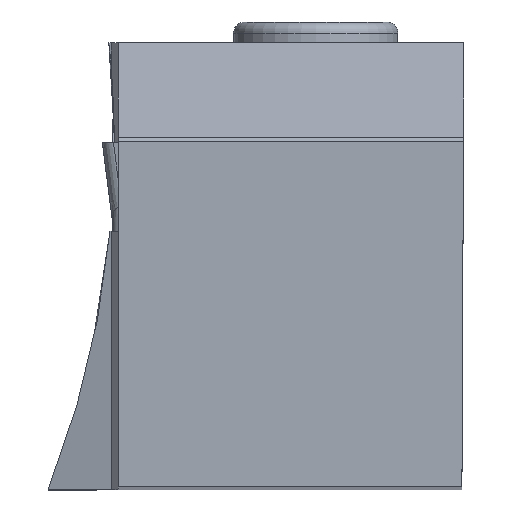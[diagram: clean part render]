
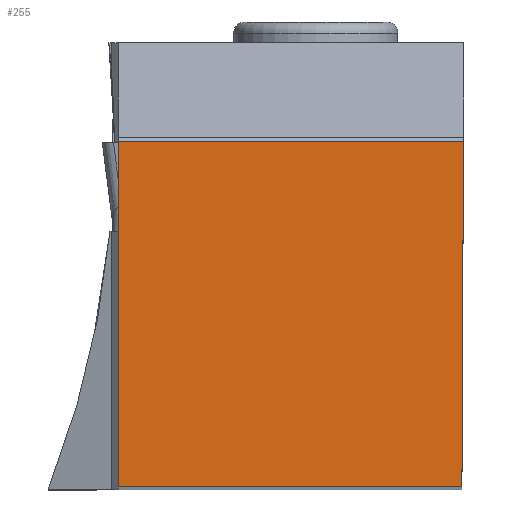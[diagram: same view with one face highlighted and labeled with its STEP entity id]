
A CAD part, top view. The second image highlights one B-rep face of the part: STEP entity #255.
In plain terms, the highlighted planar face has unit normal (0, 0, 1).
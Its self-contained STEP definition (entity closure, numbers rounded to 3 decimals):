
#255=ADVANCED_FACE('BLANK_BOXF006',(#419),#319,.F.);
#319=PLANE('',#2284);
#419=FACE_OUTER_BOUND('',#523,.T.);
#523=EDGE_LOOP('',(#1040,#1041,#1042,#1043));
#1040=ORIENTED_EDGE('',*,*,#1567,.F.);
#1041=ORIENTED_EDGE('',*,*,#1594,.F.);
#1042=ORIENTED_EDGE('',*,*,#1608,.F.);
#1043=ORIENTED_EDGE('',*,*,#1609,.F.);
#1300=VERTEX_POINT('',#4498);
#1301=VERTEX_POINT('',#4500);
#1318=VERTEX_POINT('',#4619);
#1327=VERTEX_POINT('',#4646);
#1567=EDGE_CURVE('',#1300,#1301,#1768,.T.);
#1594=EDGE_CURVE('',#1318,#1300,#1789,.T.);
#1608=EDGE_CURVE('',#1327,#1318,#1802,.T.);
#1609=EDGE_CURVE('',#1301,#1327,#1803,.T.);
#1768=LINE('',#4499,#1978);
#1789=LINE('',#4620,#1999);
#1802=LINE('',#4647,#2012);
#1803=LINE('',#4649,#2013);
#1978=VECTOR('',#2616,1.);
#1999=VECTOR('',#2649,1.);
#2012=VECTOR('',#2672,1.);
#2013=VECTOR('',#2675,1.);
#2284=AXIS2_PLACEMENT_3D('',#4650,#2676,#2677);
#2616=DIRECTION('',(0.,1.,0.));
#2649=DIRECTION('',(-1.,0.,0.));
#2672=DIRECTION('',(-0.004,-1.,0.));
#2675=DIRECTION('',(1.,0.,0.));
#2676=DIRECTION('',(0.,0.,-1.));
#2677=DIRECTION('',(0.,-1.,0.));
#4498=CARTESIAN_POINT('',(-24.875,0.,0.));
#4499=CARTESIAN_POINT('',(-24.875,-150.15,0.));
#4500=CARTESIAN_POINT('',(-24.875,24.875,0.));
#4619=CARTESIAN_POINT('',(-0.109,0.,0.));
#4620=CARTESIAN_POINT('',(150.15,0.,0.));
#4646=CARTESIAN_POINT('',(0.,24.875,0.));
#4647=CARTESIAN_POINT('',(0.547,150.149,0.));
#4649=CARTESIAN_POINT('',(-150.15,24.875,0.));
#4650=CARTESIAN_POINT('',(-29.935,-5.,0.));
